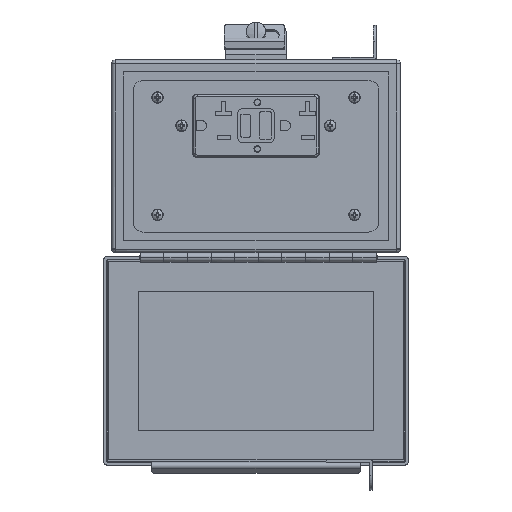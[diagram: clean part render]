
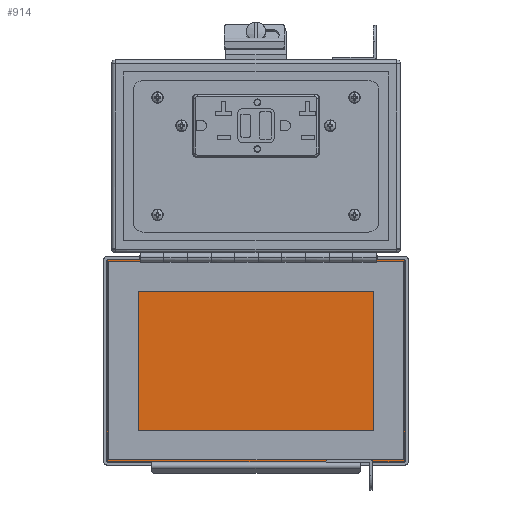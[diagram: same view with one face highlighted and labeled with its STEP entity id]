
A CAD part, top view. The second image highlights one B-rep face of the part: STEP entity #914.
In plain terms, the highlighted planar face has unit normal (0, 0, 1).
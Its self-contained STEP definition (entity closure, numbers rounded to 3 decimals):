
#302 = VECTOR ( 'NONE', #114329, 1000. ) ;
#914 = ADVANCED_FACE ( 'NONE', ( #17570 ), #90527, .T. ) ;
#2314 = AXIS2_PLACEMENT_3D ( 'NONE', #87188, #28789, #41743 ) ;
#4359 = EDGE_CURVE ( 'NONE', #70710, #59145, #32730, .T. ) ;
#6380 = VECTOR ( 'NONE', #60839, 1000. ) ;
#6935 = EDGE_CURVE ( 'NONE', #77812, #58004, #114543, .T. ) ;
#7158 = AXIS2_PLACEMENT_3D ( 'NONE', #85005, #56922, #56344 ) ;
#7984 = CARTESIAN_POINT ( 'NONE',  ( -78.359, -54.61, 22.479 ) ) ;
#9957 = CARTESIAN_POINT ( 'NONE',  ( 0., -54.61, 22.479 ) ) ;
#10562 = VERTEX_POINT ( 'NONE', #7984 ) ;
#10572 = ORIENTED_EDGE ( 'NONE', *, *, #32041, .T. ) ;
#12562 = VERTEX_POINT ( 'NONE', #92545 ) ;
#14268 = DIRECTION ( 'NONE',  ( 1., 0., 0. ) ) ;
#15417 = CARTESIAN_POINT ( 'NONE',  ( 78.677, -54.61, 22.479 ) ) ;
#16944 = ORIENTED_EDGE ( 'NONE', *, *, #6935, .T. ) ;
#17570 = FACE_OUTER_BOUND ( 'NONE', #93278, .T. ) ;
#18961 = LINE ( 'NONE', #91910, #57858 ) ;
#19878 = CARTESIAN_POINT ( 'NONE',  ( -78.69, -161.29, 22.479 ) ) ;
#21577 = CIRCLE ( 'NONE', #29255, 0.317 ) ;
#22289 = ORIENTED_EDGE ( 'NONE', *, *, #107232, .T. ) ;
#22401 = EDGE_CURVE ( 'NONE', #25643, #102518, #53856, .T. ) ;
#22480 = CARTESIAN_POINT ( 'NONE',  ( -61.15, -54.61, 22.479 ) ) ;
#23178 = CARTESIAN_POINT ( 'NONE',  ( -61.15, -107.95, 22.479 ) ) ;
#23666 = EDGE_CURVE ( 'NONE', #41517, #43067, #21577, .T. ) ;
#24094 = EDGE_CURVE ( 'NONE', #56691, #43067, #18961, .T. ) ;
#24571 = ORIENTED_EDGE ( 'NONE', *, *, #98873, .T. ) ;
#25643 = VERTEX_POINT ( 'NONE', #116623 ) ;
#27412 = VECTOR ( 'NONE', #73928, 1000. ) ;
#27657 = ORIENTED_EDGE ( 'NONE', *, *, #46750, .F. ) ;
#28583 = CARTESIAN_POINT ( 'NONE',  ( 59.944, -107.95, 22.479 ) ) ;
#28789 = DIRECTION ( 'NONE',  ( 0., 0., -1. ) ) ;
#29066 = CARTESIAN_POINT ( 'NONE',  ( 78.613, -107.95, 22.479 ) ) ;
#29094 = CIRCLE ( 'NONE', #95956, 0.317 ) ;
#29255 = AXIS2_PLACEMENT_3D ( 'NONE', #15417, #51908, #14268 ) ;
#30218 = VECTOR ( 'NONE', #97808, 1000. ) ;
#31532 = CARTESIAN_POINT ( 'NONE',  ( -78.613, -160.982, 22.479 ) ) ;
#32041 = EDGE_CURVE ( 'NONE', #58607, #70710, #33234, .T. ) ;
#32607 = CARTESIAN_POINT ( 'NONE',  ( 0., -160.02, 22.479 ) ) ;
#32730 = LINE ( 'NONE', #23178, #6380 ) ;
#33234 = LINE ( 'NONE', #97213, #30218 ) ;
#36072 = CARTESIAN_POINT ( 'NONE',  ( 78.613, -161.29, 22.479 ) ) ;
#37197 = VECTOR ( 'NONE', #109937, 1000. ) ;
#39864 = DIRECTION ( 'NONE',  ( 0., 1., 0. ) ) ;
#40402 = DIRECTION ( 'NONE',  ( 1., 0., 0. ) ) ;
#40816 = DIRECTION ( 'NONE',  ( 0., 0., 1. ) ) ;
#41517 = VERTEX_POINT ( 'NONE', #68320 ) ;
#41550 = CARTESIAN_POINT ( 'NONE',  ( -78.373, -161.29, 22.479 ) ) ;
#41743 = DIRECTION ( 'NONE',  ( 0., 1., 0. ) ) ;
#42981 = EDGE_CURVE ( 'NONE', #59145, #10562, #100829, .T. ) ;
#43067 = VERTEX_POINT ( 'NONE', #101417 ) ;
#44405 = ORIENTED_EDGE ( 'NONE', *, *, #23666, .T. ) ;
#44812 = DIRECTION ( 'NONE',  ( 0., -1., 0. ) ) ;
#46475 = DIRECTION ( 'NONE',  ( 1., 0., 0. ) ) ;
#46750 = EDGE_CURVE ( 'NONE', #58607, #56691, #57553, .T. ) ;
#48032 = VERTEX_POINT ( 'NONE', #111697 ) ;
#48043 = AXIS2_PLACEMENT_3D ( 'NONE', #36072, #40816, #112573 ) ;
#48855 = CARTESIAN_POINT ( 'NONE',  ( 37.084, -107.95, 22.479 ) ) ;
#49761 = CARTESIAN_POINT ( 'NONE',  ( 63.564, -55.118, 22.479 ) ) ;
#51908 = DIRECTION ( 'NONE',  ( 0., 0., -1. ) ) ;
#53209 = CARTESIAN_POINT ( 'NONE',  ( -78.613, -107.95, 22.479 ) ) ;
#53856 = CIRCLE ( 'NONE', #2314, 0.317 ) ;
#55992 = DIRECTION ( 'NONE',  ( -1., 0., 0. ) ) ;
#56344 = DIRECTION ( 'NONE',  ( -1., 0., 0. ) ) ;
#56691 = VERTEX_POINT ( 'NONE', #69734 ) ;
#56922 = DIRECTION ( 'NONE',  ( 0., 0., -1. ) ) ;
#57553 = LINE ( 'NONE', #49761, #110264 ) ;
#57819 = LINE ( 'NONE', #48855, #67508 ) ;
#57858 = VECTOR ( 'NONE', #46475, 1000. ) ;
#58004 = VERTEX_POINT ( 'NONE', #100434 ) ;
#58607 = VERTEX_POINT ( 'NONE', #63243 ) ;
#58703 = CIRCLE ( 'NONE', #7158, 0.317 ) ;
#59145 = VERTEX_POINT ( 'NONE', #22480 ) ;
#59914 = CARTESIAN_POINT ( 'NONE',  ( 78.613, -160.982, 22.479 ) ) ;
#60839 = DIRECTION ( 'NONE',  ( 0., 1., 0. ) ) ;
#62370 = ORIENTED_EDGE ( 'NONE', *, *, #42981, .T. ) ;
#63243 = CARTESIAN_POINT ( 'NONE',  ( 63.564, -55.88, 22.479 ) ) ;
#64905 = ORIENTED_EDGE ( 'NONE', *, *, #86499, .T. ) ;
#66267 = LINE ( 'NONE', #28583, #37197 ) ;
#67058 = VECTOR ( 'NONE', #44812, 1000. ) ;
#67073 = ORIENTED_EDGE ( 'NONE', *, *, #67271, .T. ) ;
#67271 = EDGE_CURVE ( 'NONE', #95686, #99334, #92021, .T. ) ;
#67508 = VECTOR ( 'NONE', #39864, 1000. ) ;
#68320 = CARTESIAN_POINT ( 'NONE',  ( 78.613, -54.921, 22.479 ) ) ;
#68872 = ORIENTED_EDGE ( 'NONE', *, *, #4359, .T. ) ;
#69734 = CARTESIAN_POINT ( 'NONE',  ( 63.564, -54.61, 22.479 ) ) ;
#70710 = VERTEX_POINT ( 'NONE', #96265 ) ;
#73127 = ORIENTED_EDGE ( 'NONE', *, *, #74686, .T. ) ;
#73928 = DIRECTION ( 'NONE',  ( 0., 1., 0. ) ) ;
#74277 = DIRECTION ( 'NONE',  ( 1., 0., 0. ) ) ;
#74311 = VECTOR ( 'NONE', #40402, 1000. ) ;
#74686 = EDGE_CURVE ( 'NONE', #99334, #77812, #57819, .T. ) ;
#74890 = DIRECTION ( 'NONE',  ( 0., 1., 0. ) ) ;
#77812 = VERTEX_POINT ( 'NONE', #113453 ) ;
#79130 = EDGE_CURVE ( 'NONE', #95092, #95686, #29094, .T. ) ;
#83842 = DIRECTION ( 'NONE',  ( 0., 0., -1. ) ) ;
#84679 = LINE ( 'NONE', #29066, #27412 ) ;
#85005 = CARTESIAN_POINT ( 'NONE',  ( -78.676, -54.61, 22.479 ) ) ;
#86499 = EDGE_CURVE ( 'NONE', #58004, #48032, #66267, .T. ) ;
#87188 = CARTESIAN_POINT ( 'NONE',  ( 78.69, -161.29, 22.479 ) ) ;
#90527 = PLANE ( 'NONE',  #48043 ) ;
#90996 = EDGE_CURVE ( 'NONE', #10562, #12562, #58703, .T. ) ;
#91910 = CARTESIAN_POINT ( 'NONE',  ( 71.025, -54.61, 22.479 ) ) ;
#92021 = LINE ( 'NONE', #102746, #103359 ) ;
#92545 = CARTESIAN_POINT ( 'NONE',  ( -78.613, -54.921, 22.479 ) ) ;
#93201 = DIRECTION ( 'NONE',  ( 1., 0., 0. ) ) ;
#93278 = EDGE_LOOP ( 'NONE', ( #27657, #10572, #68872, #62370, #103483, #24571, #102320, #67073, #73127, #16944, #64905, #117136, #104060, #22289, #44405, #116850 ) ) ;
#95092 = VERTEX_POINT ( 'NONE', #31532 ) ;
#95686 = VERTEX_POINT ( 'NONE', #41550 ) ;
#95956 = AXIS2_PLACEMENT_3D ( 'NONE', #19878, #83842, #74277 ) ;
#96265 = CARTESIAN_POINT ( 'NONE',  ( -61.15, -55.88, 22.479 ) ) ;
#97213 = CARTESIAN_POINT ( 'NONE',  ( 0., -55.88, 22.479 ) ) ;
#97808 = DIRECTION ( 'NONE',  ( -1., 0., 0. ) ) ;
#98873 = EDGE_CURVE ( 'NONE', #12562, #95092, #115987, .T. ) ;
#99334 = VERTEX_POINT ( 'NONE', #112907 ) ;
#100434 = CARTESIAN_POINT ( 'NONE',  ( 59.944, -160.02, 22.479 ) ) ;
#100829 = LINE ( 'NONE', #9957, #114022 ) ;
#101417 = CARTESIAN_POINT ( 'NONE',  ( 78.359, -54.61, 22.479 ) ) ;
#102320 = ORIENTED_EDGE ( 'NONE', *, *, #79130, .T. ) ;
#102518 = VERTEX_POINT ( 'NONE', #59914 ) ;
#102746 = CARTESIAN_POINT ( 'NONE',  ( 0., -161.29, 22.479 ) ) ;
#103359 = VECTOR ( 'NONE', #93201, 1000. ) ;
#103483 = ORIENTED_EDGE ( 'NONE', *, *, #90996, .T. ) ;
#104060 = ORIENTED_EDGE ( 'NONE', *, *, #22401, .T. ) ;
#104366 = EDGE_CURVE ( 'NONE', #48032, #25643, #116669, .T. ) ;
#107232 = EDGE_CURVE ( 'NONE', #102518, #41517, #84679, .T. ) ;
#109937 = DIRECTION ( 'NONE',  ( 0., -1., 0. ) ) ;
#110264 = VECTOR ( 'NONE', #74890, 1000. ) ;
#111697 = CARTESIAN_POINT ( 'NONE',  ( 59.944, -161.29, 22.479 ) ) ;
#112573 = DIRECTION ( 'NONE',  ( 0., 1., 0. ) ) ;
#112907 = CARTESIAN_POINT ( 'NONE',  ( 37.084, -161.29, 22.479 ) ) ;
#113453 = CARTESIAN_POINT ( 'NONE',  ( 37.084, -160.02, 22.479 ) ) ;
#114022 = VECTOR ( 'NONE', #55992, 1000. ) ;
#114329 = DIRECTION ( 'NONE',  ( 1., 0., 0. ) ) ;
#114543 = LINE ( 'NONE', #32607, #74311 ) ;
#114921 = CARTESIAN_POINT ( 'NONE',  ( 0., -161.29, 22.479 ) ) ;
#115987 = LINE ( 'NONE', #53209, #67058 ) ;
#116623 = CARTESIAN_POINT ( 'NONE',  ( 78.373, -161.29, 22.479 ) ) ;
#116669 = LINE ( 'NONE', #114921, #302 ) ;
#116850 = ORIENTED_EDGE ( 'NONE', *, *, #24094, .F. ) ;
#117136 = ORIENTED_EDGE ( 'NONE', *, *, #104366, .T. ) ;
